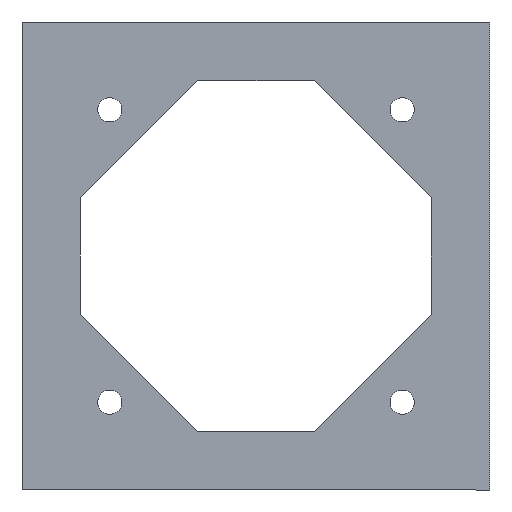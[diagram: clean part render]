
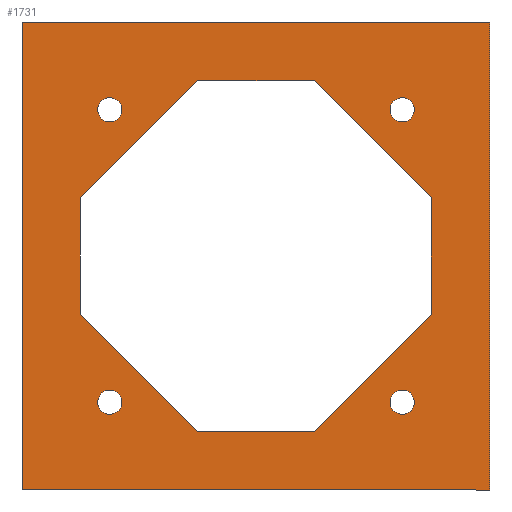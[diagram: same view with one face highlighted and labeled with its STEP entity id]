
A CAD part, front view. The second image highlights one B-rep face of the part: STEP entity #1731.
In plain terms, the highlighted planar face has unit normal (0, -1, 0).
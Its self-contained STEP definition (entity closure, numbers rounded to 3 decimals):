
#45=FACE_BOUND('',#264,.T.);
#46=FACE_BOUND('',#265,.T.);
#47=FACE_BOUND('',#266,.T.);
#48=FACE_BOUND('',#267,.T.);
#49=FACE_BOUND('',#268,.T.);
#103=CIRCLE('',#1858,1.25);
#104=CIRCLE('',#1859,1.25);
#105=CIRCLE('',#1860,1.25);
#106=CIRCLE('',#1861,1.25);
#155=FACE_OUTER_BOUND('',#263,.T.);
#263=EDGE_LOOP('',(#1215,#1216,#1217,#1218));
#264=EDGE_LOOP('',(#1219));
#265=EDGE_LOOP('',(#1220));
#266=EDGE_LOOP('',(#1221));
#267=EDGE_LOOP('',(#1222));
#268=EDGE_LOOP('',(#1223,#1224,#1225,#1226,#1227,#1228,#1229,#1230));
#431=LINE('',#2569,#623);
#432=LINE('',#2571,#624);
#433=LINE('',#2573,#625);
#434=LINE('',#2574,#626);
#435=LINE('',#2585,#627);
#436=LINE('',#2587,#628);
#437=LINE('',#2589,#629);
#438=LINE('',#2591,#630);
#439=LINE('',#2593,#631);
#440=LINE('',#2595,#632);
#441=LINE('',#2597,#633);
#442=LINE('',#2598,#634);
#623=VECTOR('',#2067,10.);
#624=VECTOR('',#2068,10.);
#625=VECTOR('',#2069,10.);
#626=VECTOR('',#2070,10.);
#627=VECTOR('',#2079,10.);
#628=VECTOR('',#2080,10.);
#629=VECTOR('',#2081,10.);
#630=VECTOR('',#2082,10.);
#631=VECTOR('',#2083,10.);
#632=VECTOR('',#2084,10.);
#633=VECTOR('',#2085,10.);
#634=VECTOR('',#2086,10.);
#815=VERTEX_POINT('',#2567);
#816=VERTEX_POINT('',#2568);
#817=VERTEX_POINT('',#2570);
#818=VERTEX_POINT('',#2572);
#819=VERTEX_POINT('',#2575);
#820=VERTEX_POINT('',#2577);
#821=VERTEX_POINT('',#2579);
#822=VERTEX_POINT('',#2581);
#823=VERTEX_POINT('',#2583);
#824=VERTEX_POINT('',#2584);
#825=VERTEX_POINT('',#2586);
#826=VERTEX_POINT('',#2588);
#827=VERTEX_POINT('',#2590);
#828=VERTEX_POINT('',#2592);
#829=VERTEX_POINT('',#2594);
#830=VERTEX_POINT('',#2596);
#961=EDGE_CURVE('',#815,#816,#431,.T.);
#962=EDGE_CURVE('',#816,#817,#432,.T.);
#963=EDGE_CURVE('',#817,#818,#433,.T.);
#964=EDGE_CURVE('',#818,#815,#434,.T.);
#965=EDGE_CURVE('',#819,#819,#103,.T.);
#966=EDGE_CURVE('',#820,#820,#104,.T.);
#967=EDGE_CURVE('',#821,#821,#105,.T.);
#968=EDGE_CURVE('',#822,#822,#106,.T.);
#969=EDGE_CURVE('',#823,#824,#435,.T.);
#970=EDGE_CURVE('',#825,#823,#436,.T.);
#971=EDGE_CURVE('',#826,#825,#437,.T.);
#972=EDGE_CURVE('',#827,#826,#438,.T.);
#973=EDGE_CURVE('',#828,#827,#439,.T.);
#974=EDGE_CURVE('',#829,#828,#440,.T.);
#975=EDGE_CURVE('',#830,#829,#441,.T.);
#976=EDGE_CURVE('',#824,#830,#442,.T.);
#1215=ORIENTED_EDGE('',*,*,#961,.T.);
#1216=ORIENTED_EDGE('',*,*,#962,.T.);
#1217=ORIENTED_EDGE('',*,*,#963,.T.);
#1218=ORIENTED_EDGE('',*,*,#964,.T.);
#1219=ORIENTED_EDGE('',*,*,#965,.F.);
#1220=ORIENTED_EDGE('',*,*,#966,.F.);
#1221=ORIENTED_EDGE('',*,*,#967,.F.);
#1222=ORIENTED_EDGE('',*,*,#968,.F.);
#1223=ORIENTED_EDGE('',*,*,#969,.F.);
#1224=ORIENTED_EDGE('',*,*,#970,.F.);
#1225=ORIENTED_EDGE('',*,*,#971,.F.);
#1226=ORIENTED_EDGE('',*,*,#972,.F.);
#1227=ORIENTED_EDGE('',*,*,#973,.F.);
#1228=ORIENTED_EDGE('',*,*,#974,.F.);
#1229=ORIENTED_EDGE('',*,*,#975,.F.);
#1230=ORIENTED_EDGE('',*,*,#976,.F.);
#1649=PLANE('',#1857);
#1731=ADVANCED_FACE('',(#155,#45,#46,#47,#48,#49),#1649,.F.);
#1857=AXIS2_PLACEMENT_3D('',#2566,#2065,#2066);
#1858=AXIS2_PLACEMENT_3D('',#2576,#2071,#2072);
#1859=AXIS2_PLACEMENT_3D('',#2578,#2073,#2074);
#1860=AXIS2_PLACEMENT_3D('',#2580,#2075,#2076);
#1861=AXIS2_PLACEMENT_3D('',#2582,#2077,#2078);
#2065=DIRECTION('center_axis',(0.,1.,0.));
#2066=DIRECTION('ref_axis',(0.,0.,1.));
#2067=DIRECTION('',(0.,0.,1.));
#2068=DIRECTION('',(-1.,0.,0.));
#2069=DIRECTION('',(0.,0.,-1.));
#2070=DIRECTION('',(1.,0.,0.));
#2071=DIRECTION('center_axis',(0.,-1.,0.));
#2072=DIRECTION('ref_axis',(0.,0.,1.));
#2073=DIRECTION('center_axis',(0.,-1.,0.));
#2074=DIRECTION('ref_axis',(0.,0.,1.));
#2075=DIRECTION('center_axis',(0.,-1.,0.));
#2076=DIRECTION('ref_axis',(0.,0.,1.));
#2077=DIRECTION('center_axis',(0.,-1.,0.));
#2078=DIRECTION('ref_axis',(0.,0.,1.));
#2079=DIRECTION('',(1.,0.,0.));
#2080=DIRECTION('',(0.707,0.,-0.707));
#2081=DIRECTION('',(0.,0.,-1.));
#2082=DIRECTION('',(-0.707,0.,-0.707));
#2083=DIRECTION('',(-1.,0.,0.));
#2084=DIRECTION('',(-0.707,0.,0.707));
#2085=DIRECTION('',(0.,0.,1.));
#2086=DIRECTION('',(0.707,0.,0.707));
#2566=CARTESIAN_POINT('Origin',(0.,-24.,0.));
#2567=CARTESIAN_POINT('',(24.,-24.,-24.));
#2568=CARTESIAN_POINT('',(24.,-24.,24.));
#2569=CARTESIAN_POINT('',(24.,-24.,-24.));
#2570=CARTESIAN_POINT('',(-24.,-24.,24.));
#2571=CARTESIAN_POINT('',(24.,-24.,24.));
#2572=CARTESIAN_POINT('',(-24.,-24.,-24.));
#2573=CARTESIAN_POINT('',(-24.,-24.,24.));
#2574=CARTESIAN_POINT('',(-24.,-24.,-24.));
#2575=CARTESIAN_POINT('',(-15.,-24.,13.75));
#2576=CARTESIAN_POINT('Origin',(-15.,-24.,15.));
#2577=CARTESIAN_POINT('',(15.,-24.,13.75));
#2578=CARTESIAN_POINT('Origin',(15.,-24.,15.));
#2579=CARTESIAN_POINT('',(-15.,-24.,-16.25));
#2580=CARTESIAN_POINT('Origin',(-15.,-24.,-15.));
#2581=CARTESIAN_POINT('',(15.,-24.,-16.25));
#2582=CARTESIAN_POINT('Origin',(15.,-24.,-15.));
#2583=CARTESIAN_POINT('',(-6.,-24.,-18.));
#2584=CARTESIAN_POINT('',(6.,-24.,-18.));
#2585=CARTESIAN_POINT('',(-6.,-24.,-18.));
#2586=CARTESIAN_POINT('',(-18.,-24.,-6.));
#2587=CARTESIAN_POINT('',(-6.,-24.,-18.));
#2588=CARTESIAN_POINT('',(-18.,-24.,6.));
#2589=CARTESIAN_POINT('',(-18.,-24.,6.));
#2590=CARTESIAN_POINT('',(-6.,-24.,18.));
#2591=CARTESIAN_POINT('',(-6.,-24.,18.));
#2592=CARTESIAN_POINT('',(6.,-24.,18.));
#2593=CARTESIAN_POINT('',(6.,-24.,18.));
#2594=CARTESIAN_POINT('',(18.,-24.,6.));
#2595=CARTESIAN_POINT('',(6.,-24.,18.));
#2596=CARTESIAN_POINT('',(18.,-24.,-6.));
#2597=CARTESIAN_POINT('',(18.,-24.,-6.));
#2598=CARTESIAN_POINT('',(6.,-24.,-18.));
